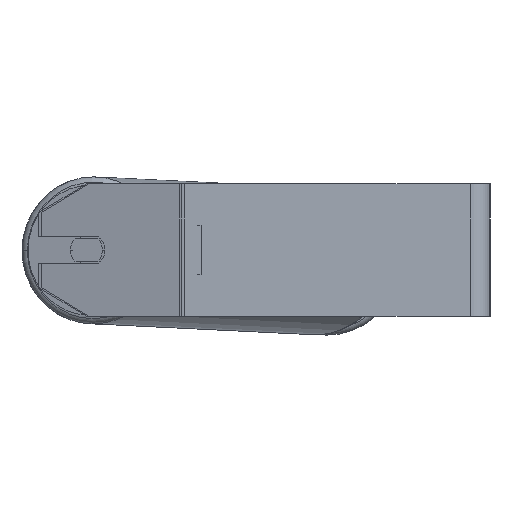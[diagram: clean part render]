
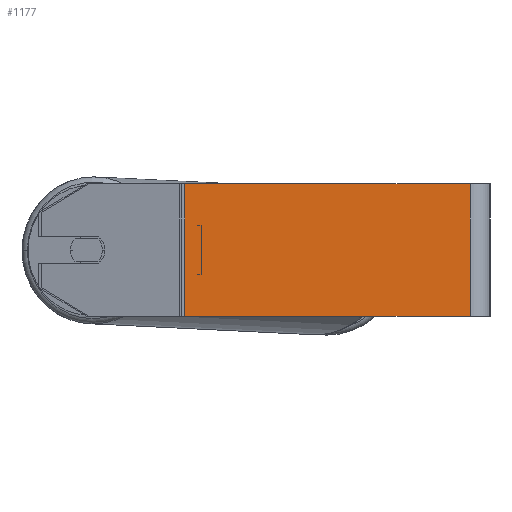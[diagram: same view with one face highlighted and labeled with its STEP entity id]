
A CAD part, left-side view. The second image highlights one B-rep face of the part: STEP entity #1177.
In plain terms, the highlighted planar face has unit normal (-1, 0, 0).
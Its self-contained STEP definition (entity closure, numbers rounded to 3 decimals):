
#225 = VECTOR ( 'NONE', #7956, 1000. ) ;
#283 = EDGE_LOOP ( 'NONE', ( #4551, #6617, #6637, #941 ) ) ;
#941 = ORIENTED_EDGE ( 'NONE', *, *, #4421, .T. ) ;
#1177 = ADVANCED_FACE ( 'NONE', ( #5473 ), #7531, .F. ) ;
#1487 = CARTESIAN_POINT ( 'NONE',  ( -840., 186.462, 40. ) ) ;
#1878 = CARTESIAN_POINT ( 'NONE',  ( -840., 12., -40. ) ) ;
#2319 = CARTESIAN_POINT ( 'NONE',  ( -840., 12., 40. ) ) ;
#3007 = LINE ( 'NONE', #5733, #225 ) ;
#3099 = DIRECTION ( 'NONE',  ( 1., 0., 0. ) ) ;
#3268 = VERTEX_POINT ( 'NONE', #5731 ) ;
#3508 = CARTESIAN_POINT ( 'NONE',  ( -840., 184.882, 40. ) ) ;
#3798 = LINE ( 'NONE', #2319, #4293 ) ;
#4087 = VERTEX_POINT ( 'NONE', #1878 ) ;
#4293 = VECTOR ( 'NONE', #7749, 1000. ) ;
#4421 = EDGE_CURVE ( 'NONE', #8468, #5271, #6885, .T. ) ;
#4443 = DIRECTION ( 'NONE',  ( 0., 0., -1. ) ) ;
#4551 = ORIENTED_EDGE ( 'NONE', *, *, #7891, .T. ) ;
#4806 = CARTESIAN_POINT ( 'NONE',  ( -840., 184.882, -40. ) ) ;
#5271 = VERTEX_POINT ( 'NONE', #4806 ) ;
#5473 = FACE_OUTER_BOUND ( 'NONE', #283, .T. ) ;
#5672 = DIRECTION ( 'NONE',  ( 0., 0., -1. ) ) ;
#5731 = CARTESIAN_POINT ( 'NONE',  ( -840., 12., 40. ) ) ;
#5733 = CARTESIAN_POINT ( 'NONE',  ( -840., 186.462, 40. ) ) ;
#6468 = AXIS2_PLACEMENT_3D ( 'NONE', #1487, #3099, #4443 ) ;
#6617 = ORIENTED_EDGE ( 'NONE', *, *, #6631, .F. ) ;
#6631 = EDGE_CURVE ( 'NONE', #3268, #4087, #3798, .T. ) ;
#6637 = ORIENTED_EDGE ( 'NONE', *, *, #8199, .F. ) ;
#6740 = CARTESIAN_POINT ( 'NONE',  ( -840., 186.462, -40. ) ) ;
#6885 = LINE ( 'NONE', #3508, #7532 ) ;
#7531 = PLANE ( 'NONE',  #6468 ) ;
#7532 = VECTOR ( 'NONE', #5672, 1000. ) ;
#7749 = DIRECTION ( 'NONE',  ( 0., 0., -1. ) ) ;
#7891 = EDGE_CURVE ( 'NONE', #5271, #4087, #8733, .T. ) ;
#7935 = DIRECTION ( 'NONE',  ( 0., -1., 0. ) ) ;
#7956 = DIRECTION ( 'NONE',  ( 0., -1., 0. ) ) ;
#8199 = EDGE_CURVE ( 'NONE', #8468, #3268, #3007, .T. ) ;
#8269 = CARTESIAN_POINT ( 'NONE',  ( -840., 184.882, 40. ) ) ;
#8417 = VECTOR ( 'NONE', #7935, 1000. ) ;
#8468 = VERTEX_POINT ( 'NONE', #8269 ) ;
#8733 = LINE ( 'NONE', #6740, #8417 ) ;
